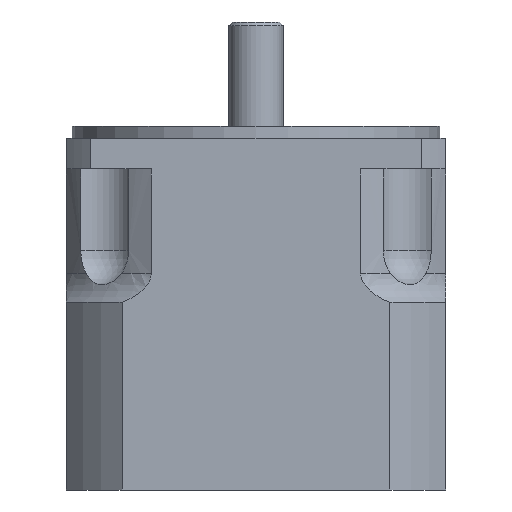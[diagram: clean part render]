
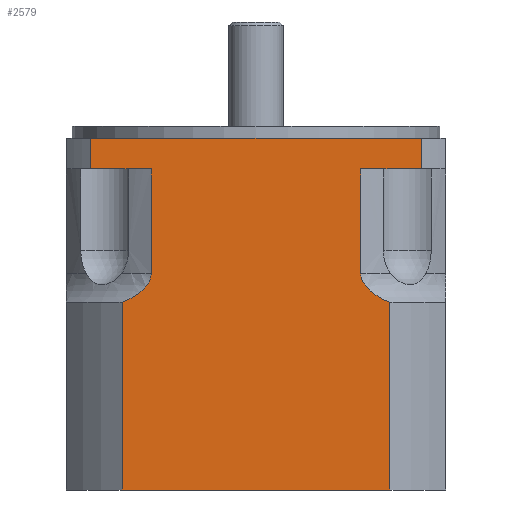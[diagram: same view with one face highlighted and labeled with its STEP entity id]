
A CAD part, front view. The second image highlights one B-rep face of the part: STEP entity #2579.
In plain terms, the highlighted planar face has unit normal (0, -1, 0).
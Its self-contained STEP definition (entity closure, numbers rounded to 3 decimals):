
#723=CARTESIAN_POINT('',(-42.708,-49.0,91.));
#724=VERTEX_POINT('',#723);
#725=CARTESIAN_POINT('',(-42.708,-49.0,83.0));
#726=VERTEX_POINT('',#725);
#727=CARTESIAN_POINT('',(-42.708,-49.0,91.));
#728=DIRECTION('',(0.0,0.0,-1.0));
#729=VECTOR('',#728,8.);
#730=LINE('',#727,#729);
#731=EDGE_CURVE('',#724,#726,#730,.T.);
#775=CARTESIAN_POINT('',(42.708,-49.0,91.));
#776=VERTEX_POINT('',#775);
#784=CARTESIAN_POINT('',(42.708,-49.0,83.0));
#785=VERTEX_POINT('',#784);
#786=CARTESIAN_POINT('',(42.708,-49.0,83.0));
#787=DIRECTION('',(0.0,0.0,1.0));
#788=VECTOR('',#787,8.);
#789=LINE('',#786,#788);
#790=EDGE_CURVE('',#785,#776,#789,.T.);
#1080=CARTESIAN_POINT('',(-27.111,-49.,83.0));
#1081=VERTEX_POINT('',#1080);
#1089=CARTESIAN_POINT('',(-27.111,-49.,83.0));
#1090=DIRECTION('',(-1.0,0.0,0.0));
#1091=VECTOR('',#1090,15.597);
#1092=LINE('',#1089,#1091);
#1093=EDGE_CURVE('',#1081,#726,#1092,.T.);
#1316=CARTESIAN_POINT('',(27.111,-49.,83.0));
#1317=VERTEX_POINT('',#1316);
#1318=CARTESIAN_POINT('',(42.708,-49.0,83.0));
#1319=DIRECTION('',(-1.0,0.0,0.0));
#1320=VECTOR('',#1319,15.597);
#1321=LINE('',#1318,#1320);
#1322=EDGE_CURVE('',#785,#1317,#1321,.T.);
#1511=CARTESIAN_POINT('',(42.708,-49.0,91.));
#1512=DIRECTION('',(-1.0,0.0,0.0));
#1513=VECTOR('',#1512,85.417);
#1514=LINE('',#1511,#1513);
#1515=EDGE_CURVE('',#776,#724,#1514,.T.);
#1943=CARTESIAN_POINT('',(-27.111,-49.,56.));
#1944=VERTEX_POINT('',#1943);
#1952=CARTESIAN_POINT('',(-27.111,-49.,83.0));
#1953=DIRECTION('',(0.0,0.0,-1.0));
#1954=VECTOR('',#1953,27.);
#1955=LINE('',#1952,#1954);
#1956=EDGE_CURVE('',#1081,#1944,#1955,.T.);
#2190=CARTESIAN_POINT('',(-34.627,-49.,48.517));
#2191=VERTEX_POINT('',#2190);
#2199=CARTESIAN_POINT('',(-27.111,-49.,56.));
#2200=CARTESIAN_POINT('',(-27.111,-49.,55.781));
#2201=CARTESIAN_POINT('',(-27.129,-49.,55.539));
#2202=CARTESIAN_POINT('',(-27.167,-49.,55.302));
#2203=CARTESIAN_POINT('',(-27.193,-49.,55.14));
#2204=CARTESIAN_POINT('',(-27.228,-49.,54.98));
#2205=CARTESIAN_POINT('',(-27.268,-49.,54.829));
#2206=CARTESIAN_POINT('',(-27.302,-49.,54.704));
#2207=CARTESIAN_POINT('',(-27.339,-49.,54.587));
#2208=CARTESIAN_POINT('',(-27.383,-49.,54.464));
#2209=CARTESIAN_POINT('',(-27.504,-49.,54.123));
#2210=CARTESIAN_POINT('',(-27.676,-49.,53.767));
#2211=CARTESIAN_POINT('',(-27.859,-49.,53.459));
#2212=CARTESIAN_POINT('',(-27.946,-49.,53.314));
#2213=CARTESIAN_POINT('',(-28.032,-49.,53.181));
#2214=CARTESIAN_POINT('',(-28.127,-49.,53.045));
#2215=CARTESIAN_POINT('',(-28.494,-49.,52.519));
#2216=CARTESIAN_POINT('',(-28.958,-49.,52.01));
#2217=CARTESIAN_POINT('',(-29.464,-49.,51.552));
#2218=CARTESIAN_POINT('',(-29.913,-49.,51.144));
#2219=CARTESIAN_POINT('',(-30.396,-49.,50.775));
#2220=CARTESIAN_POINT('',(-30.866,-49.,50.455));
#2221=CARTESIAN_POINT('',(-31.045,-49.,50.333));
#2222=CARTESIAN_POINT('',(-31.222,-49.,50.218));
#2223=CARTESIAN_POINT('',(-31.408,-49.,50.102));
#2224=CARTESIAN_POINT('',(-32.265,-49.,49.569));
#2225=CARTESIAN_POINT('',(-33.244,-49.,49.077));
#2226=CARTESIAN_POINT('',(-34.237,-49.,48.671));
#2227=CARTESIAN_POINT('',(-34.367,-49.,48.618));
#2228=CARTESIAN_POINT('',(-34.497,-49.,48.567));
#2229=CARTESIAN_POINT('',(-34.627,-49.,48.517));
#2230=B_SPLINE_CURVE_WITH_KNOTS('',3,(#2199,#2200,#2201,#2202,#2203,#2204,#2205,#2206,#2207,#2208,#2209,#2210,#2211,#2212,#2213,#2214,#2215,#2216,#2217,#2218,#2219,#2220,#2221,#2222,#2223,#2224,#2225,#2226,#2227,#2228,#2229),.UNSPECIFIED.,.F.,.U.,(4,3,3,3,3,3,3,3,3,3,4),(3.462,3.528,3.573,3.61,3.714,3.762,3.95,4.118,4.182,4.477,4.515),.UNSPECIFIED.);
#2231=EDGE_CURVE('',#1944,#2191,#2230,.T.);
#2374=CARTESIAN_POINT('',(27.111,-49.,56.));
#2375=VERTEX_POINT('',#2374);
#2383=CARTESIAN_POINT('',(34.627,-49.,48.517));
#2384=VERTEX_POINT('',#2383);
#2385=CARTESIAN_POINT('',(34.627,-49.,48.517));
#2386=CARTESIAN_POINT('',(33.74,-49.,48.859));
#2387=CARTESIAN_POINT('',(32.851,-49.,49.271));
#2388=CARTESIAN_POINT('',(32.04,-49.,49.728));
#2389=CARTESIAN_POINT('',(31.748,-49.,49.893));
#2390=CARTESIAN_POINT('',(31.465,-49.,50.063));
#2391=CARTESIAN_POINT('',(31.196,-49.,50.236));
#2392=CARTESIAN_POINT('',(31.021,-49.,50.349));
#2393=CARTESIAN_POINT('',(30.852,-49.,50.463));
#2394=CARTESIAN_POINT('',(30.678,-49.,50.585));
#2395=CARTESIAN_POINT('',(30.028,-49.,51.043));
#2396=CARTESIAN_POINT('',(29.366,-49.,51.593));
#2397=CARTESIAN_POINT('',(28.808,-49.,52.201));
#2398=CARTESIAN_POINT('',(28.622,-49.,52.403));
#2399=CARTESIAN_POINT('',(28.447,-49.,52.612));
#2400=CARTESIAN_POINT('',(28.287,-49.,52.824));
#2401=CARTESIAN_POINT('',(28.173,-49.,52.976));
#2402=CARTESIAN_POINT('',(28.065,-49.,53.131));
#2403=CARTESIAN_POINT('',(27.966,-49.,53.285));
#2404=CARTESIAN_POINT('',(27.889,-49.,53.407));
#2405=CARTESIAN_POINT('',(27.812,-49.,53.537));
#2406=CARTESIAN_POINT('',(27.737,-49.,53.673));
#2407=CARTESIAN_POINT('',(27.63,-49.,53.871));
#2408=CARTESIAN_POINT('',(27.53,-49.,54.082));
#2409=CARTESIAN_POINT('',(27.447,-49.,54.291));
#2410=CARTESIAN_POINT('',(27.397,-49.,54.418));
#2411=CARTESIAN_POINT('',(27.353,-49.,54.545));
#2412=CARTESIAN_POINT('',(27.316,-49.,54.666));
#2413=CARTESIAN_POINT('',(27.281,-49.,54.778));
#2414=CARTESIAN_POINT('',(27.25,-49.,54.894));
#2415=CARTESIAN_POINT('',(27.222,-49.,55.015));
#2416=CARTESIAN_POINT('',(27.153,-49.,55.322));
#2417=CARTESIAN_POINT('',(27.114,-49.,55.655));
#2418=CARTESIAN_POINT('',(27.111,-49.,55.952));
#2419=CARTESIAN_POINT('',(27.111,-49.,55.968));
#2420=CARTESIAN_POINT('',(27.111,-49.,55.984));
#2421=CARTESIAN_POINT('',(27.111,-49.,56.));
#2422=B_SPLINE_CURVE_WITH_KNOTS('',3,(#2385,#2386,#2387,#2388,#2389,#2390,#2391,#2392,#2393,#2394,#2395,#2396,#2397,#2398,#2399,#2400,#2401,#2402,#2403,#2404,#2405,#2406,#2407,#2408,#2409,#2410,#2411,#2412,#2413,#2414,#2415,#2416,#2417,#2418,#2419,#2420,#2421),.UNSPECIFIED.,.F.,.U.,(4,3,3,3,3,3,3,3,3,3,3,3,4),(2.409,2.672,2.767,2.829,3.059,3.136,3.191,3.234,3.297,3.335,3.369,3.457,3.462),.UNSPECIFIED.);
#2423=EDGE_CURVE('',#2384,#2375,#2422,.T.);
#2444=CARTESIAN_POINT('',(27.111,-49.,56.));
#2445=DIRECTION('',(0.0,0.0,1.0));
#2446=VECTOR('',#2445,27.);
#2447=LINE('',#2444,#2446);
#2448=EDGE_CURVE('',#2375,#1317,#2447,.T.);
#2461=CARTESIAN_POINT('',(34.627,-49.,0.0));
#2462=VERTEX_POINT('',#2461);
#2463=CARTESIAN_POINT('',(34.627,-49.,48.517));
#2464=DIRECTION('',(0.0,0.0,-1.0));
#2465=VECTOR('',#2464,48.517);
#2466=LINE('',#2463,#2465);
#2467=EDGE_CURVE('',#2384,#2462,#2466,.T.);
#2537=CARTESIAN_POINT('',(-34.627,-49.,0.0));
#2538=VERTEX_POINT('',#2537);
#2546=CARTESIAN_POINT('',(-34.627,-49.,0.0));
#2547=DIRECTION('',(0.0,0.0,1.0));
#2548=VECTOR('',#2547,48.517);
#2549=LINE('',#2546,#2548);
#2550=EDGE_CURVE('',#2538,#2191,#2549,.T.);
#2555=CARTESIAN_POINT('',(-49.,-49.,83.0));
#2556=DIRECTION('',(0.0,-1.0,0.0));
#2557=DIRECTION('',(0.0,0.0,-1.0));
#2558=AXIS2_PLACEMENT_3D('',#2555,#2556,#2557);
#2559=PLANE('',#2558);
#2560=ORIENTED_EDGE('',*,*,#731,.T.);
#2561=ORIENTED_EDGE('',*,*,#1093,.F.);
#2562=ORIENTED_EDGE('',*,*,#1956,.T.);
#2563=ORIENTED_EDGE('',*,*,#2231,.T.);
#2564=ORIENTED_EDGE('',*,*,#2550,.F.);
#2565=CARTESIAN_POINT('',(34.627,-49.,0.0));
#2566=DIRECTION('',(-1.0,0.0,0.0));
#2567=VECTOR('',#2566,69.253);
#2568=LINE('',#2565,#2567);
#2569=EDGE_CURVE('',#2462,#2538,#2568,.T.);
#2570=ORIENTED_EDGE('',*,*,#2569,.F.);
#2571=ORIENTED_EDGE('',*,*,#2467,.F.);
#2572=ORIENTED_EDGE('',*,*,#2423,.T.);
#2573=ORIENTED_EDGE('',*,*,#2448,.T.);
#2574=ORIENTED_EDGE('',*,*,#1322,.F.);
#2575=ORIENTED_EDGE('',*,*,#790,.T.);
#2576=ORIENTED_EDGE('',*,*,#1515,.T.);
#2577=EDGE_LOOP('',(#2560,#2561,#2562,#2563,#2564,#2570,#2571,#2572,#2573,#2574,#2575,#2576));
#2578=FACE_OUTER_BOUND('',#2577,.T.);
#2579=ADVANCED_FACE('',(#2578),#2559,.T.);
